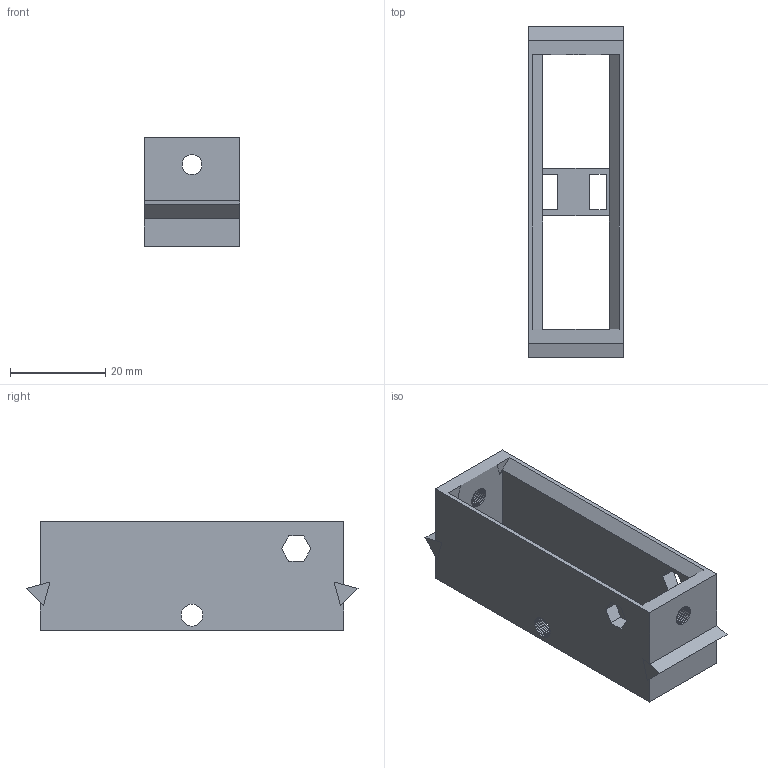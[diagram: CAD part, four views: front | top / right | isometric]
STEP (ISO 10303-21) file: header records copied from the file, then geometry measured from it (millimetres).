
FILE_DESCRIPTION(('FreeCAD Model'),'2;1');
FILE_NAME('Manipulator_Xaxis.step','2019-05-26T19:14:32',('Author' ),(''),'Open CASCADE STEP processor 7.3','FreeCAD','Unknown');
FILE_SCHEMA(('AUTOMOTIVE_DESIGN { 1 0 10303 214 1 1 1 1 }'));
Length unit declared in the file: millimetre
Products named in the file (1): Group005
Bounding box: 20 x 69.8 x 23 mm (x, y, z)
Volume: 10793 mm3; surface area: 8735.7 mm2
Topology: 1 solids, 1 shells, 351 faces, 1003 edges, 650 vertices
Faces by surface type: plane 351
Entity records: 25527 total; most frequent: CARTESIAN_POINT 5165, DIRECTION 2559, ORIENTED_EDGE 2006, PCURVE 2006, DEFINITIONAL_REPRESENTATION 2006, LINE 1855, VECTOR 1855, B_SPLINE_CURVE_WITH_KNOTS 1154
